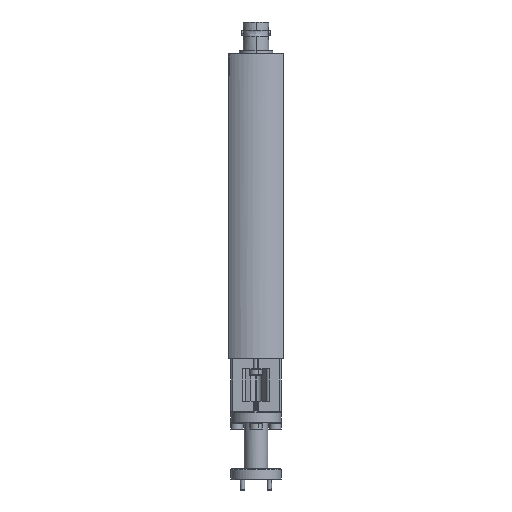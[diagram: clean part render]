
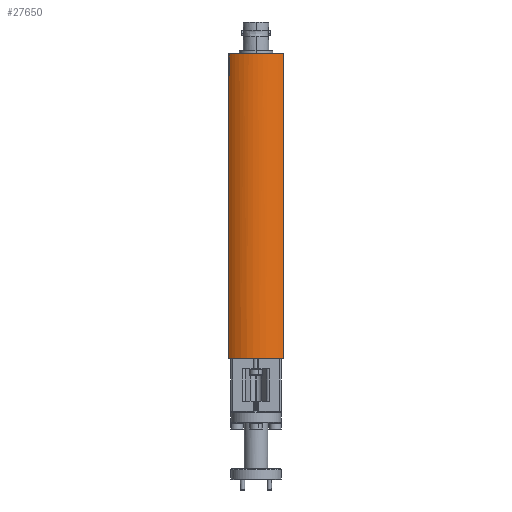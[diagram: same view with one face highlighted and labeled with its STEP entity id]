
A CAD part, front view. The second image highlights one B-rep face of the part: STEP entity #27650.
In plain terms, the highlighted cylindrical face has radius 15.24 mm (diameter 30.48 mm), a partial arc.
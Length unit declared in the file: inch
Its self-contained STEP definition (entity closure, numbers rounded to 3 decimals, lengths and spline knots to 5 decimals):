
#718 = CARTESIAN_POINT ( 'NONE',  ( -0.34561, -0.49586, 4.5 ) ) ;
#1496 = VERTEX_POINT ( 'NONE', #59202 ) ;
#1689 = CARTESIAN_POINT ( 'NONE',  ( -0.4, -0.44721, 2.78667 ) ) ;
#3479 = CARTESIAN_POINT ( 'NONE',  ( -0.37272, -0.47162, 0. ) ) ;
#3933 = CARTESIAN_POINT ( 'NONE',  ( 0.17994, -0.57355, 0. ) ) ;
#4385 = CARTESIAN_POINT ( 'NONE',  ( 0.34345, -0.49333, 0. ) ) ;
#4843 = CARTESIAN_POINT ( 'NONE',  ( 0.0729, -0.59668, 0. ) ) ;
#5294 = ORIENTED_EDGE ( 'NONE', *, *, #69782, .T. ) ;
#7093 = CARTESIAN_POINT ( 'NONE',  ( -0.14592, -0.58654, 4.5 ) ) ;
#7998 = VERTEX_POINT ( 'NONE', #68121 ) ;
#9958 = CARTESIAN_POINT ( 'NONE',  ( -0.4, -0.44721, 4.18 ) ) ;
#10212 = AXIS2_PLACEMENT_3D ( 'NONE', #38147, #17178, #26275 ) ;
#11223 = CARTESIAN_POINT ( 'NONE',  ( -0.14481, -0.58341, 0. ) ) ;
#17178 = DIRECTION ( 'NONE',  ( 0., 0., -1. ) ) ;
#18059 = CARTESIAN_POINT ( 'NONE',  ( -0.03656, -0.6, 0. ) ) ;
#25810 = CARTESIAN_POINT ( 'NONE',  ( -0.24825, -0.54746, 0. ) ) ;
#26275 = DIRECTION ( 'NONE',  ( 0., 1., 0. ) ) ;
#27148 = CARTESIAN_POINT ( 'NONE',  ( 0.14592, -0.58654, 4.5 ) ) ;
#27157 = CARTESIAN_POINT ( 'NONE',  ( -0.4, -0.44721, 4.18 ) ) ;
#27650 = ADVANCED_FACE ( 'NONE', ( #54068 ), #31749, .T. ) ;
#28051 = CARTESIAN_POINT ( 'NONE',  ( 0.34561, -0.49586, 4.5 ) ) ;
#29911 = CARTESIAN_POINT ( 'NONE',  ( -0.4, -0.44721, 0. ) ) ;
#30827 = CARTESIAN_POINT ( 'NONE',  ( 0.37274, -0.4716, 0. ) ) ;
#31749 = CYLINDRICAL_SURFACE ( 'NONE', #10212, 0.6 ) ;
#32182 = CARTESIAN_POINT ( 'NONE',  ( 0.03656, -0.6, 0. ) ) ;
#38147 = CARTESIAN_POINT ( 'NONE',  ( 0., 0., 0.878 ) ) ;
#38587 = VERTEX_POINT ( 'NONE', #9958 ) ;
#39018 = CARTESIAN_POINT ( 'NONE',  ( -0.17994, -0.57355, 0. ) ) ;
#40854 = B_SPLINE_CURVE_WITH_KNOTS ( 'NONE', 3,
 ( #77236, #42174, #83646, #27157 ),
 .UNSPECIFIED., .F., .F.,
 ( 4, 4 ),
 ( 0., 1. ),
 .UNSPECIFIED. ) ;
#41704 = CARTESIAN_POINT ( 'NONE',  ( 0.4, -0.44721, 4.5 ) ) ;
#42174 = CARTESIAN_POINT ( 'NONE',  ( -0.4, -0.44721, 4.39333 ) ) ;
#42612 = CARTESIAN_POINT ( 'NONE',  ( 0.28226, -0.53447, 4.5 ) ) ;
#44929 = CARTESIAN_POINT ( 'NONE',  ( -0.281, -0.53139, 0. ) ) ;
#48980 = CARTESIAN_POINT ( 'NONE',  ( -0.28226, -0.53447, 4.5 ) ) ;
#49070 = CARTESIAN_POINT ( 'NONE',  ( -0.4, -0.44721, 1.39333 ) ) ;
#52554 = CARTESIAN_POINT ( 'NONE',  ( 0.4, -0.44721, 0. ) ) ;
#54068 = FACE_OUTER_BOUND ( 'NONE', #76957, .T. ) ;
#54936 = CARTESIAN_POINT ( 'NONE',  ( -0.07297, -0.6, 4.5 ) ) ;
#58635 = CARTESIAN_POINT ( 'NONE',  ( -0.34346, -0.49333, 0. ) ) ;
#58664 = CARTESIAN_POINT ( 'NONE',  ( 0.4, -0.44721, 4.5 ) ) ;
#59202 = CARTESIAN_POINT ( 'NONE',  ( 0.4, -0.44721, 4.5 ) ) ;
#59996 = CARTESIAN_POINT ( 'NONE',  ( -0.4, -0.44721, 0. ) ) ;
#60182 = EDGE_CURVE ( 'NONE', #38587, #7998, #60552, .T. ) ;
#60552 = B_SPLINE_CURVE_WITH_KNOTS ( 'NONE', 3,
 ( #84169, #1689, #49070, #29911 ),
 .UNSPECIFIED., .F., .F.,
 ( 4, 4 ),
 ( 0., 1. ),
 .UNSPECIFIED. ) ;
#60696 = B_SPLINE_CURVE_WITH_KNOTS ( 'NONE', 3,
 ( #66811, #30827, #4385, #79547, #67278, #3933, #80459, #4843, #32182, #18059, #88244, #11223, #39018, #25810, #44929, #58635, #3479, #59996 ),
 .UNSPECIFIED., .F., .F.,
 ( 4, 2, 2, 2, 2, 2, 2, 2, 4 ),
 ( 0., 0.125, 0.25, 0.375, 0.5, 0.625, 0.75, 0.875, 1. ),
 .UNSPECIFIED. ) ;
#62387 = ORIENTED_EDGE ( 'NONE', *, *, #75982, .T. ) ;
#66811 = CARTESIAN_POINT ( 'NONE',  ( 0.4, -0.44721, 0. ) ) ;
#67278 = CARTESIAN_POINT ( 'NONE',  ( 0.24824, -0.54746, 0. ) ) ;
#68001 = B_SPLINE_CURVE_WITH_KNOTS ( 'NONE', 3,
 ( #71428, #79137, #86015, #58664 ),
 .UNSPECIFIED., .F., .F.,
 ( 4, 4 ),
 ( 0., 1. ),
 .UNSPECIFIED. ) ;
#68011 = ORIENTED_EDGE ( 'NONE', *, *, #73472, .F. ) ;
#68121 = CARTESIAN_POINT ( 'NONE',  ( -0.4, -0.44721, 0. ) ) ;
#69533 = CARTESIAN_POINT ( 'NONE',  ( 0.07297, -0.6, 4.5 ) ) ;
#69782 = EDGE_CURVE ( 'NONE', #79767, #1496, #68001, .T. ) ;
#70117 = B_SPLINE_CURVE_WITH_KNOTS ( 'NONE', 3,
 ( #41704, #28051, #42612, #27148, #69533, #54936, #7093, #48980, #718, #90058 ),
 .UNSPECIFIED., .F., .F.,
 ( 4, 2, 2, 2, 4 ),
 ( 0., 0.25, 0.5, 0.75, 1. ),
 .UNSPECIFIED. ) ;
#70119 = EDGE_CURVE ( 'NONE', #89490, #38587, #40854, .T. ) ;
#71428 = CARTESIAN_POINT ( 'NONE',  ( 0.4, -0.44721, 0. ) ) ;
#73472 = EDGE_CURVE ( 'NONE', #79767, #7998, #60696, .T. ) ;
#75982 = EDGE_CURVE ( 'NONE', #1496, #89490, #70117, .T. ) ;
#76957 = EDGE_LOOP ( 'NONE', ( #68011, #5294, #62387, #87109, #89474 ) ) ;
#77236 = CARTESIAN_POINT ( 'NONE',  ( -0.4, -0.44721, 4.5 ) ) ;
#78934 = CARTESIAN_POINT ( 'NONE',  ( -0.4, -0.44721, 4.5 ) ) ;
#79137 = CARTESIAN_POINT ( 'NONE',  ( 0.4, -0.44721, 1.5 ) ) ;
#79547 = CARTESIAN_POINT ( 'NONE',  ( 0.28101, -0.53139, 0. ) ) ;
#79767 = VERTEX_POINT ( 'NONE', #52554 ) ;
#80459 = CARTESIAN_POINT ( 'NONE',  ( 0.14481, -0.58341, 0. ) ) ;
#83646 = CARTESIAN_POINT ( 'NONE',  ( -0.4, -0.44721, 4.28667 ) ) ;
#84169 = CARTESIAN_POINT ( 'NONE',  ( -0.4, -0.44721, 4.18 ) ) ;
#86015 = CARTESIAN_POINT ( 'NONE',  ( 0.4, -0.44721, 3. ) ) ;
#87109 = ORIENTED_EDGE ( 'NONE', *, *, #70119, .T. ) ;
#88244 = CARTESIAN_POINT ( 'NONE',  ( -0.0729, -0.59667, 0. ) ) ;
#89474 = ORIENTED_EDGE ( 'NONE', *, *, #60182, .T. ) ;
#89490 = VERTEX_POINT ( 'NONE', #78934 ) ;
#90058 = CARTESIAN_POINT ( 'NONE',  ( -0.4, -0.44721, 4.5 ) ) ;
